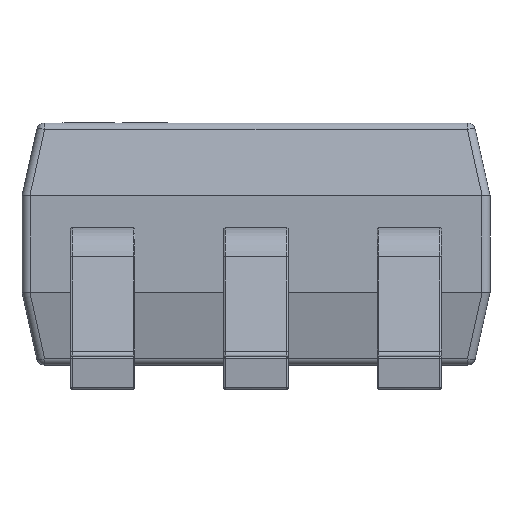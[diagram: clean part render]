
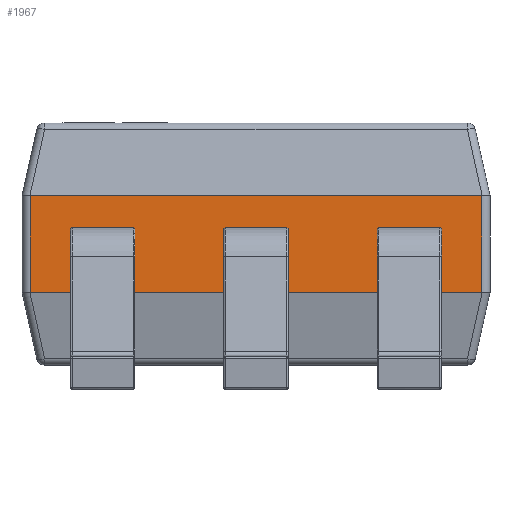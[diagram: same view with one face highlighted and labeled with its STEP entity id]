
A CAD part, left-side view. The second image highlights one B-rep face of the part: STEP entity #1967.
In plain terms, the highlighted planar face has unit normal (-1, 0, 0).
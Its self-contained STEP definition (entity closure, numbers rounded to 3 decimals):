
#1967 = ADVANCED_FACE('',(#1968),#2002,.F.);
#1968 = FACE_BOUND('',#1969,.T.);
#1969 = EDGE_LOOP('',(#1970,#1980,#1988,#1996));
#1970 = ORIENTED_EDGE('',*,*,#1971,.T.);
#1971 = EDGE_CURVE('',#1972,#1974,#1976,.T.);
#1972 = VERTEX_POINT('',#1973);
#1973 = CARTESIAN_POINT('',(-0.8,-1.4,
    1.199));
#1974 = VERTEX_POINT('',#1975);
#1975 = CARTESIAN_POINT('',(-0.8,1.4,
    1.199));
#1976 = LINE('',#1977,#1978);
#1977 = CARTESIAN_POINT('',(-0.8,1.45,
    1.199));
#1978 = VECTOR('',#1979,1.);
#1979 = DIRECTION('',(0.,1.,0.));
#1980 = ORIENTED_EDGE('',*,*,#1981,.T.);
#1981 = EDGE_CURVE('',#1974,#1982,#1984,.T.);
#1982 = VERTEX_POINT('',#1983);
#1983 = CARTESIAN_POINT('',(-0.8,1.4,
    0.599));
#1984 = LINE('',#1985,#1986);
#1985 = CARTESIAN_POINT('',(-0.8,1.4,
    1.649));
#1986 = VECTOR('',#1987,1.);
#1987 = DIRECTION('',(-0.,0.,-1.));
#1988 = ORIENTED_EDGE('',*,*,#1989,.T.);
#1989 = EDGE_CURVE('',#1982,#1990,#1992,.T.);
#1990 = VERTEX_POINT('',#1991);
#1991 = CARTESIAN_POINT('',(-0.8,-1.4,
    0.599));
#1992 = LINE('',#1993,#1994);
#1993 = CARTESIAN_POINT('',(-0.8,-1.45,
    0.599));
#1994 = VECTOR('',#1995,1.);
#1995 = DIRECTION('',(0.,-1.,0.));
#1996 = ORIENTED_EDGE('',*,*,#1997,.T.);
#1997 = EDGE_CURVE('',#1990,#1972,#1998,.T.);
#1998 = LINE('',#1999,#2000);
#1999 = CARTESIAN_POINT('',(-0.8,-1.4,
    1.649));
#2000 = VECTOR('',#2001,1.);
#2001 = DIRECTION('',(0.,0.,1.));
#2002 = PLANE('',#2003);
#2003 = AXIS2_PLACEMENT_3D('',#2004,#2005,#2006);
#2004 = CARTESIAN_POINT('',(-0.8,-1.45,
    1.649));
#2005 = DIRECTION('',(1.,0.,0.));
#2006 = DIRECTION('',(0.,1.,0.));
